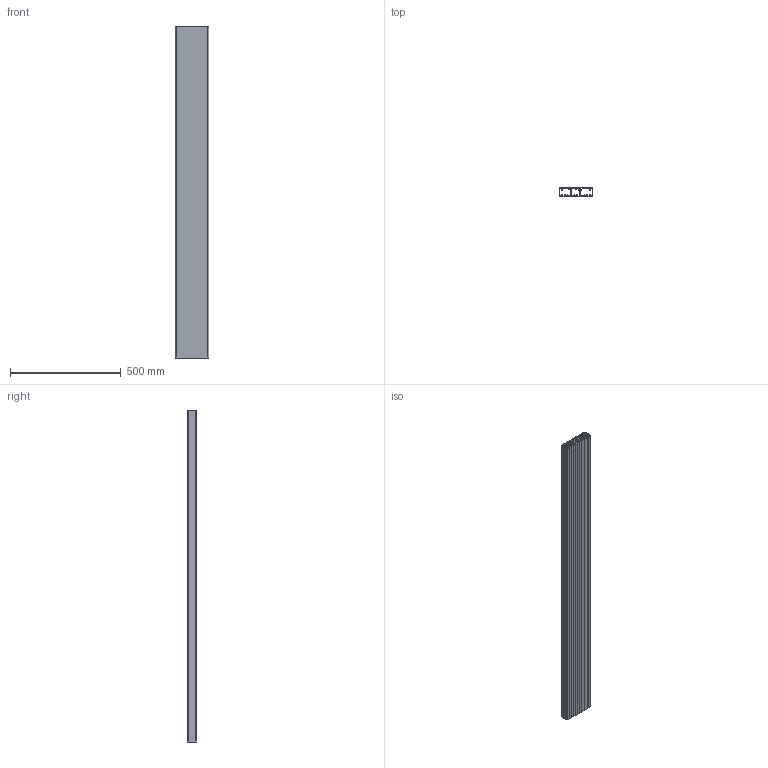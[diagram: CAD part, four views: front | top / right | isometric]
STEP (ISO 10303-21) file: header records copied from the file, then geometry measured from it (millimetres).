
FILE_DESCRIPTION (( 'STEP AP214' ), '1' );
FILE_NAME ('FT150 AD.STEP', '2025-07-16T09:51:27', ( '' ), ( '' ), 'SwSTEP 2.0', 'SolidWorks 2021', '' );
FILE_SCHEMA (( 'AUTOMOTIVE_DESIGN' ));
Length unit declared in the file: millimetre
Products named in the file (4): 署赅 2 赅磬豚 FT150 AD; 署赅 1 赅磬豚 FT150 AD; FT150 AD; ﾊ瑙琿 FT150 AD
Assembly tree (3 placements, depth 2):
  FT150 AD
    ﾊ瑙琿 FT150 AD
    署赅 1 赅磬豚 FT150 AD
    署赅 2 赅磬豚 FT150 AD
Bounding box: 150.38 x 39.52 x 1500 mm (x, y, z)
Volume: 1494861.6 mm3; surface area: 1765894.4 mm2
Topology: 3 solids, 3 shells, 394 faces, 1164 edges, 776 vertices
Faces by surface type: cylinder 205, plane 189
Entity records: 13432 total; most frequent: DIRECTION 2374, CARTESIAN_POINT 2340, ORIENTED_EDGE 2328, EDGE_CURVE 1164, AXIS2_PLACEMENT_3D 810, VERTEX_POINT 776, VECTOR 754, LINE 754
